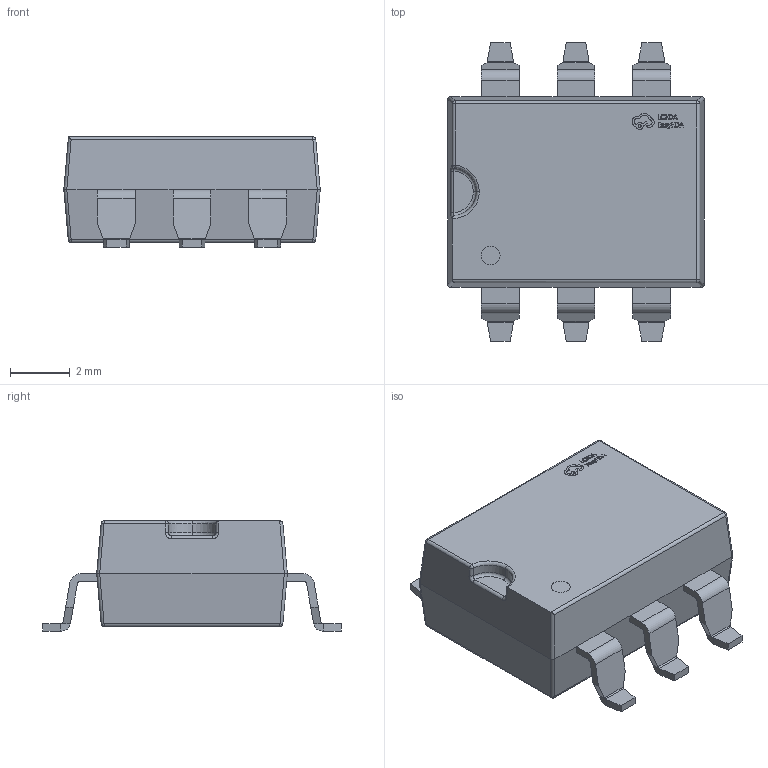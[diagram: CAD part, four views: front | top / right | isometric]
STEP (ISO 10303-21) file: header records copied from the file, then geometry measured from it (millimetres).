
FILE_DESCRIPTION (( 'STEP AP214' ), '1' );
FILE_NAME ('SMD-6_L8.6-W6.4-P2.54-LS10.0-BL.step', '2022-07-26T08:52:57', ( '' ), ( '' ), 'SwSTEP 2.0', 'SolidWorks 2020', '' );
FILE_SCHEMA (( 'AUTOMOTIVE_DESIGN' ));
Length unit declared in the file: millimetre
Products named in the file (1): SMD-6_L8.6-W6.4-P2.54-LS10.0-BL
Bounding box: 8.61 x 10.03 x 3.7 mm (x, y, z)
Volume: 192 mm3; surface area: 254 mm2
Topology: 14 solids, 14 shells, 453 faces, 1189 edges, 772 vertices
Faces by surface type: plane 280, bspline 116, cylinder 45, sphere 8, torus 4
Entity records: 20204 total; most frequent: CARTESIAN_POINT 4702, ORIENTED_EDGE 2378, DIRECTION 1687, EDGE_CURVE 1189, LINE 855, VECTOR 855, VERTEX_POINT 772, EDGE_LOOP 473
